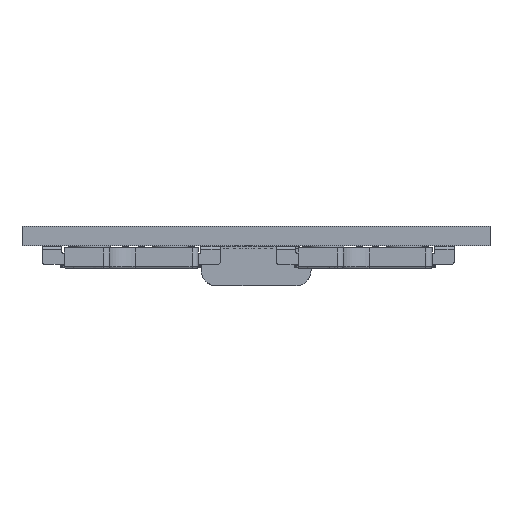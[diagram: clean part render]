
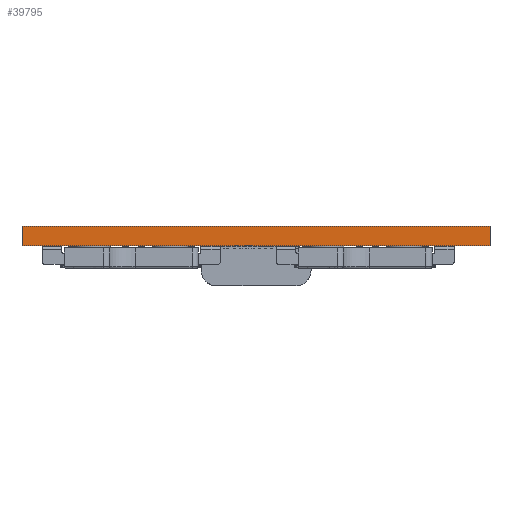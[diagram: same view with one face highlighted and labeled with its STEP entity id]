
A CAD part, front view. The second image highlights one B-rep face of the part: STEP entity #39795.
In plain terms, the highlighted planar face has unit normal (-0.001, -1, 0).
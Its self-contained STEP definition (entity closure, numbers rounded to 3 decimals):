
#37766 = PLANE('',#37767);
#37767 = AXIS2_PLACEMENT_3D('',#37768,#37769,#37770);
#37768 = CARTESIAN_POINT('',(124.781,-84.175,1.6));
#37769 = DIRECTION('',(0.,0.,1.));
#37770 = DIRECTION('',(1.,0.,-0.));
#37794 = PLANE('',#37795);
#37795 = AXIS2_PLACEMENT_3D('',#37796,#37797,#37798);
#37796 = CARTESIAN_POINT('',(105.725,-61.913,0.));
#37797 = DIRECTION('',(1.,0.,-0.));
#37798 = DIRECTION('',(0.,-1.,0.));
#37820 = PLANE('',#37821);
#37821 = AXIS2_PLACEMENT_3D('',#37822,#37823,#37824);
#37822 = CARTESIAN_POINT('',(124.781,-84.175,0.));
#37823 = DIRECTION('',(0.,0.,1.));
#37824 = DIRECTION('',(1.,0.,-0.));
#37913 = VERTEX_POINT('',#37914);
#37914 = CARTESIAN_POINT('',(105.725,-109.575,1.6));
#37935 = EDGE_CURVE('',#37936,#37913,#37938,.T.);
#37936 = VERTEX_POINT('',#37937);
#37937 = CARTESIAN_POINT('',(105.725,-109.575,0.));
#37938 = SURFACE_CURVE('',#37939,(#37943,#37950),.PCURVE_S1.);
#37939 = LINE('',#37940,#37941);
#37940 = CARTESIAN_POINT('',(105.725,-109.575,0.));
#37941 = VECTOR('',#37942,1.);
#37942 = DIRECTION('',(0.,0.,1.));
#37943 = PCURVE('',#37794,#37944);
#37944 = DEFINITIONAL_REPRESENTATION('',(#37945),#37949);
#37945 = LINE('',#37946,#37947);
#37946 = CARTESIAN_POINT('',(47.663,0.));
#37947 = VECTOR('',#37948,1.);
#37948 = DIRECTION('',(0.,-1.));
#37949 = ( GEOMETRIC_REPRESENTATION_CONTEXT(2) 
PARAMETRIC_REPRESENTATION_CONTEXT() REPRESENTATION_CONTEXT('2D SPACE',''
  ) );
#37950 = PCURVE('',#37951,#37956);
#37951 = PLANE('',#37952);
#37952 = AXIS2_PLACEMENT_3D('',#37953,#37954,#37955);
#37953 = CARTESIAN_POINT('',(105.725,-109.575,0.));
#37954 = DIRECTION('',(0.001,1.,-0.));
#37955 = DIRECTION('',(1.,-0.001,0.));
#37956 = DEFINITIONAL_REPRESENTATION('',(#37957),#37961);
#37957 = LINE('',#37958,#37959);
#37958 = CARTESIAN_POINT('',(0.,0.));
#37959 = VECTOR('',#37960,1.);
#37960 = DIRECTION('',(0.,-1.));
#37961 = ( GEOMETRIC_REPRESENTATION_CONTEXT(2) 
PARAMETRIC_REPRESENTATION_CONTEXT() REPRESENTATION_CONTEXT('2D SPACE',''
  ) );
#37989 = EDGE_CURVE('',#37936,#37990,#37992,.T.);
#37990 = VERTEX_POINT('',#37991);
#37991 = CARTESIAN_POINT('',(143.838,-109.6,0.));
#37992 = SURFACE_CURVE('',#37993,(#37997,#38004),.PCURVE_S1.);
#37993 = LINE('',#37994,#37995);
#37994 = CARTESIAN_POINT('',(105.725,-109.575,0.));
#37995 = VECTOR('',#37996,1.);
#37996 = DIRECTION('',(1.,-0.001,0.));
#37997 = PCURVE('',#37820,#37998);
#37998 = DEFINITIONAL_REPRESENTATION('',(#37999),#38003);
#37999 = LINE('',#38000,#38001);
#38000 = CARTESIAN_POINT('',(-19.056,-25.4));
#38001 = VECTOR('',#38002,1.);
#38002 = DIRECTION('',(1.,-0.001));
#38003 = ( GEOMETRIC_REPRESENTATION_CONTEXT(2) 
PARAMETRIC_REPRESENTATION_CONTEXT() REPRESENTATION_CONTEXT('2D SPACE',''
  ) );
#38004 = PCURVE('',#37951,#38005);
#38005 = DEFINITIONAL_REPRESENTATION('',(#38006),#38010);
#38006 = LINE('',#38007,#38008);
#38007 = CARTESIAN_POINT('',(0.,0.));
#38008 = VECTOR('',#38009,1.);
#38009 = DIRECTION('',(1.,0.));
#38010 = ( GEOMETRIC_REPRESENTATION_CONTEXT(2) 
PARAMETRIC_REPRESENTATION_CONTEXT() REPRESENTATION_CONTEXT('2D SPACE',''
  ) );
#38028 = PLANE('',#38029);
#38029 = AXIS2_PLACEMENT_3D('',#38030,#38031,#38032);
#38030 = CARTESIAN_POINT('',(143.838,-109.6,0.));
#38031 = DIRECTION('',(-1.,0.,0.));
#38032 = DIRECTION('',(0.,1.,0.));
#38959 = EDGE_CURVE('',#37913,#38960,#38962,.T.);
#38960 = VERTEX_POINT('',#38961);
#38961 = CARTESIAN_POINT('',(143.838,-109.6,1.6));
#38962 = SURFACE_CURVE('',#38963,(#38967,#38974),.PCURVE_S1.);
#38963 = LINE('',#38964,#38965);
#38964 = CARTESIAN_POINT('',(105.725,-109.575,1.6));
#38965 = VECTOR('',#38966,1.);
#38966 = DIRECTION('',(1.,-0.001,0.));
#38967 = PCURVE('',#37766,#38968);
#38968 = DEFINITIONAL_REPRESENTATION('',(#38969),#38973);
#38969 = LINE('',#38970,#38971);
#38970 = CARTESIAN_POINT('',(-19.056,-25.4));
#38971 = VECTOR('',#38972,1.);
#38972 = DIRECTION('',(1.,-0.001));
#38973 = ( GEOMETRIC_REPRESENTATION_CONTEXT(2) 
PARAMETRIC_REPRESENTATION_CONTEXT() REPRESENTATION_CONTEXT('2D SPACE',''
  ) );
#38974 = PCURVE('',#37951,#38975);
#38975 = DEFINITIONAL_REPRESENTATION('',(#38976),#38980);
#38976 = LINE('',#38977,#38978);
#38977 = CARTESIAN_POINT('',(0.,-1.6));
#38978 = VECTOR('',#38979,1.);
#38979 = DIRECTION('',(1.,0.));
#38980 = ( GEOMETRIC_REPRESENTATION_CONTEXT(2) 
PARAMETRIC_REPRESENTATION_CONTEXT() REPRESENTATION_CONTEXT('2D SPACE',''
  ) );
#39795 = ADVANCED_FACE('',(#39796),#37951,.F.);
#39796 = FACE_BOUND('',#39797,.F.);
#39797 = EDGE_LOOP('',(#39798,#39799,#39800,#39821));
#39798 = ORIENTED_EDGE('',*,*,#37935,.T.);
#39799 = ORIENTED_EDGE('',*,*,#38959,.T.);
#39800 = ORIENTED_EDGE('',*,*,#39801,.F.);
#39801 = EDGE_CURVE('',#37990,#38960,#39802,.T.);
#39802 = SURFACE_CURVE('',#39803,(#39807,#39814),.PCURVE_S1.);
#39803 = LINE('',#39804,#39805);
#39804 = CARTESIAN_POINT('',(143.838,-109.6,0.));
#39805 = VECTOR('',#39806,1.);
#39806 = DIRECTION('',(0.,0.,1.));
#39807 = PCURVE('',#37951,#39808);
#39808 = DEFINITIONAL_REPRESENTATION('',(#39809),#39813);
#39809 = LINE('',#39810,#39811);
#39810 = CARTESIAN_POINT('',(38.113,0.));
#39811 = VECTOR('',#39812,1.);
#39812 = DIRECTION('',(0.,-1.));
#39813 = ( GEOMETRIC_REPRESENTATION_CONTEXT(2) 
PARAMETRIC_REPRESENTATION_CONTEXT() REPRESENTATION_CONTEXT('2D SPACE',''
  ) );
#39814 = PCURVE('',#38028,#39815);
#39815 = DEFINITIONAL_REPRESENTATION('',(#39816),#39820);
#39816 = LINE('',#39817,#39818);
#39817 = CARTESIAN_POINT('',(0.,0.));
#39818 = VECTOR('',#39819,1.);
#39819 = DIRECTION('',(0.,-1.));
#39820 = ( GEOMETRIC_REPRESENTATION_CONTEXT(2) 
PARAMETRIC_REPRESENTATION_CONTEXT() REPRESENTATION_CONTEXT('2D SPACE',''
  ) );
#39821 = ORIENTED_EDGE('',*,*,#37989,.F.);
